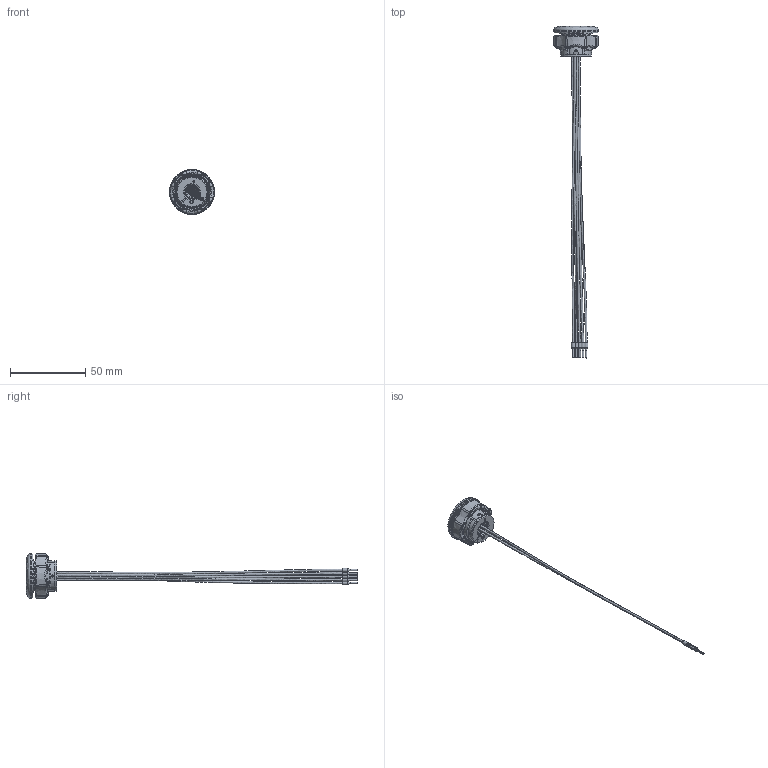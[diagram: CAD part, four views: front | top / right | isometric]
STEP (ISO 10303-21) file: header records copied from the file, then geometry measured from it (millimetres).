
FILE_DESCRIPTION (( 'STEP AP203' ), '1' );
FILE_NAME ('CAP001531-01.STEP', '2022-10-19T11:12:41', ( '' ), ( '' ), 'SwSTEP 2.0', 'SolidWorks 2021', '' );
FILE_SCHEMA (( 'CONFIG_CONTROL_DESIGN' ));
Length unit declared in the file: millimetre
Products named in the file (1): CAP001531-01
Bounding box: 30 x 220.81 x 30 mm (x, y, z)
Volume: 11219.2 mm3; surface area: 11147.7 mm2
Topology: 1 solids, 8 shells, 1194 faces, 3370 edges, 2172 vertices
Faces by surface type: plane 659, cylinder 201, bspline 185, cone 94, torus 51, sphere 4
Full cylindrical faces by diameter (mm): 0.75 x5, 0.8 x5, 1.1 x5, 1.35 x2, 2 x5, 2.5 x5, 18.871 x1, 18.9 x1, 19 x1, 23.55 x1, 25.5 x1, 30 x1
Entity records: 44772 total; most frequent: CARTESIAN_POINT 15969, ORIENTED_EDGE 6410, DIRECTION 5188, EDGE_CURVE 3205, VERTEX_POINT 2127, VECTOR 1886, LINE 1886, AXIS2_PLACEMENT_3D 1651
